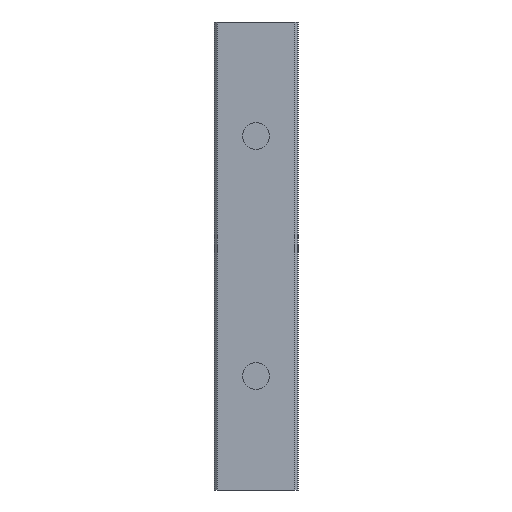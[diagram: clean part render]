
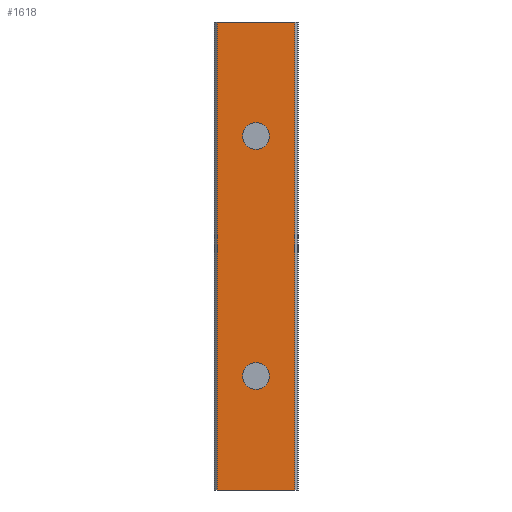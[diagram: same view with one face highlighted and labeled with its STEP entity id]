
A CAD part, front view. The second image highlights one B-rep face of the part: STEP entity #1618.
In plain terms, the highlighted planar face has unit normal (0, -1, 0).
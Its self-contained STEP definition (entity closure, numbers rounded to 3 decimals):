
#32 = EDGE_CURVE ( 'NONE', #986, #970, #484, .T. ) ;
#44 = EDGE_CURVE ( 'NONE', #909, #987, #500, .T. ) ;
#49 = EDGE_CURVE ( 'NONE', #986, #909, #510, .T. ) ;
#100 = ORIENTED_EDGE ( 'NONE', *, *, #44, .F. ) ;
#107 = EDGE_LOOP ( 'NONE', ( #253 ) ) ;
#132 = EDGE_LOOP ( 'NONE', ( #100, #135, #134, #161 ) ) ;
#134 = ORIENTED_EDGE ( 'NONE', *, *, #32, .T. ) ;
#135 = ORIENTED_EDGE ( 'NONE', *, *, #49, .F. ) ;
#161 = ORIENTED_EDGE ( 'NONE', *, *, #697, .T. ) ;
#219 = EDGE_LOOP ( 'NONE', ( #606 ) ) ;
#253 = ORIENTED_EDGE ( 'NONE', *, *, #639, .T. ) ;
#484 = LINE ( 'NONE', #1029, #485 ) ;
#485 = VECTOR ( 'NONE', #1030, 1000. ) ;
#500 = LINE ( 'NONE', #1052, #509 ) ;
#509 = VECTOR ( 'NONE', #1058, 1000. ) ;
#510 = LINE ( 'NONE', #1069, #512 ) ;
#512 = VECTOR ( 'NONE', #1070, 1000. ) ;
#564 = CIRCLE ( 'NONE', #779, 4.5 ) ;
#582 = CIRCLE ( 'NONE', #778, 4.5 ) ;
#606 = ORIENTED_EDGE ( 'NONE', *, *, #628, .T. ) ;
#628 = EDGE_CURVE ( 'NONE', #2053, #2053, #564, .T. ) ;
#639 = EDGE_CURVE ( 'NONE', #2063, #2063, #582, .T. ) ;
#697 = EDGE_CURVE ( 'NONE', #970, #987, #1380, .T. ) ;
#778 = AXIS2_PLACEMENT_3D ( 'NONE', #1188, #1190, #1191 ) ;
#779 = AXIS2_PLACEMENT_3D ( 'NONE', #1136, #1164, #1165 ) ;
#816 = AXIS2_PLACEMENT_3D ( 'NONE', #1998, #1999, #2000 ) ;
#909 = VERTEX_POINT ( 'NONE', #1743 ) ;
#970 = VERTEX_POINT ( 'NONE', #1803 ) ;
#986 = VERTEX_POINT ( 'NONE', #1819 ) ;
#987 = VERTEX_POINT ( 'NONE', #1820 ) ;
#1029 = CARTESIAN_POINT ( 'NONE',  ( 13., 0., -156. ) ) ;
#1030 = DIRECTION ( 'NONE',  ( 1., 0., 0. ) ) ;
#1052 = CARTESIAN_POINT ( 'NONE',  ( 13., 0., 0. ) ) ;
#1058 = DIRECTION ( 'NONE',  ( 1., 0., 0. ) ) ;
#1069 = CARTESIAN_POINT ( 'NONE',  ( -13., 0., -156. ) ) ;
#1070 = DIRECTION ( 'NONE',  ( 0., 0., 1. ) ) ;
#1136 = CARTESIAN_POINT ( 'NONE',  ( 0., 0., -118. ) ) ;
#1164 = DIRECTION ( 'NONE',  ( 0., 1., 0. ) ) ;
#1165 = DIRECTION ( 'NONE',  ( 0., 0., 1. ) ) ;
#1188 = CARTESIAN_POINT ( 'NONE',  ( 0., 0., -38. ) ) ;
#1190 = DIRECTION ( 'NONE',  ( 0., 1., 0. ) ) ;
#1191 = DIRECTION ( 'NONE',  ( 0., 0., 1. ) ) ;
#1380 = LINE ( 'NONE', #1645, #1381 ) ;
#1381 = VECTOR ( 'NONE', #1646, 1000. ) ;
#1506 = FACE_BOUND ( 'NONE', #107, .T. ) ;
#1519 = FACE_OUTER_BOUND ( 'NONE', #132, .T. ) ;
#1523 = FACE_BOUND ( 'NONE', #219, .T. ) ;
#1618 = ADVANCED_FACE ( 'NONE', ( #1506, #1519, #1523 ), #1997, .T. ) ;
#1645 = CARTESIAN_POINT ( 'NONE',  ( 13., 0., -156. ) ) ;
#1646 = DIRECTION ( 'NONE',  ( 0., 0., 1. ) ) ;
#1743 = CARTESIAN_POINT ( 'NONE',  ( -13., 0., 0. ) ) ;
#1803 = CARTESIAN_POINT ( 'NONE',  ( 13., 0., -156. ) ) ;
#1819 = CARTESIAN_POINT ( 'NONE',  ( -13., 0., -156. ) ) ;
#1820 = CARTESIAN_POINT ( 'NONE',  ( 13., 0., 0. ) ) ;
#1997 = PLANE ( 'NONE',  #816 ) ;
#1998 = CARTESIAN_POINT ( 'NONE',  ( 13., 0., -156. ) ) ;
#1999 = DIRECTION ( 'NONE',  ( 0., -1., 0. ) ) ;
#2000 = DIRECTION ( 'NONE',  ( 1., 0., 0. ) ) ;
#2053 = VERTEX_POINT ( 'NONE', #2058 ) ;
#2058 = CARTESIAN_POINT ( 'NONE',  ( 0., 0., -113.5 ) ) ;
#2063 = VERTEX_POINT ( 'NONE', #2064 ) ;
#2064 = CARTESIAN_POINT ( 'NONE',  ( 0., 0., -33.5 ) ) ;
